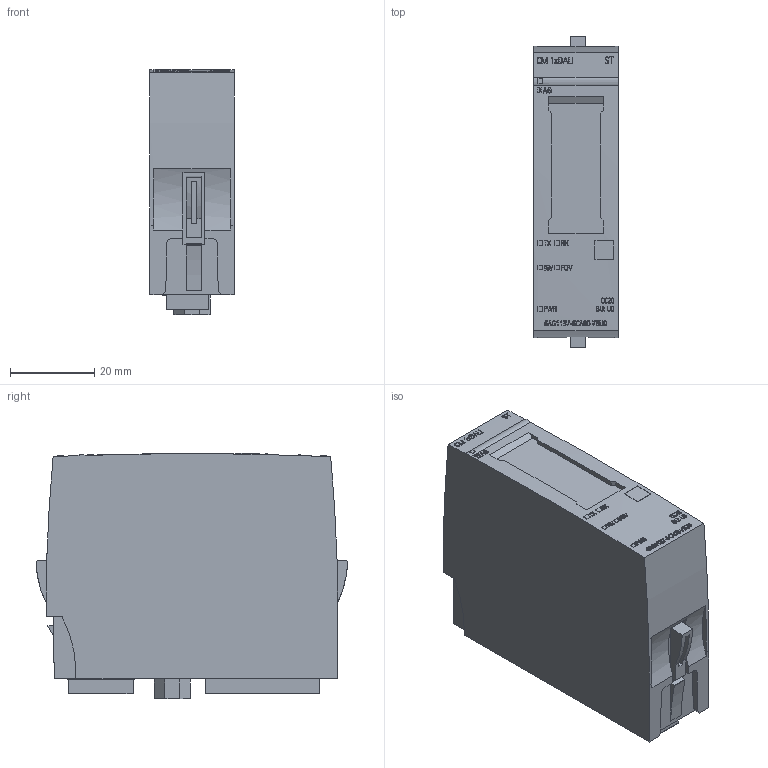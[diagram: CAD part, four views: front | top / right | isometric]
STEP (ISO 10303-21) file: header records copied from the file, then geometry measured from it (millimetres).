
FILE_DESCRIPTION(/* description */ (''),/* implementation_level */ '2;1');
FILE_NAME(/* name */ '6AG1137-6CA00-7BU0_3d.stp',/* time_stamp */ '2025-09-09T11:59:00+02:00',/* author */ (''),/* organization */ (''),/* preprocessor_version */ 'ST-DEVELOPER v20',/* originating_system */ 'SIEMENS PLM Software NX2406.8300',/* authorisation */ '');
FILE_SCHEMA (('AUTOMOTIVE_DESIGN { 1 0 10303 214 3 1 1 1 }'));
Length unit declared in the file: millimetre
Products named in the file (3): A5E55115539A_RS-AA_001_1-labeling; A5E47027090A_RS-AA_002_1-box; A5E55115525A_RS-AA_001_1-CAx_6AG11376CA007BU0
Assembly tree (2 placements, depth 2):
  A5E55115525A_RS-AA_001_1-CAx_6AG11376CA007BU0
    A5E47027090A_RS-AA_002_1-box
    A5E55115539A_RS-AA_001_1-labeling
Bounding box: 20 x 74.05 x 58.34 mm (x, y, z)
Volume: 70798.8 mm3; surface area: 15243.3 mm2
Topology: 57 solids, 57 shells, 1236 faces, 3051 edges, 1996 vertices
Faces by surface type: plane 920, extrusion 188, cylinder 128
Entity records: 52397 total; most frequent: CARTESIAN_POINT 15344, ORIENTED_EDGE 6096, DIRECTION 5410, EDGE_CURVE 3048, VECTOR 2412, LINE 2224, VERTEX_POINT 1996, AXIS2_PLACEMENT_3D 1499
